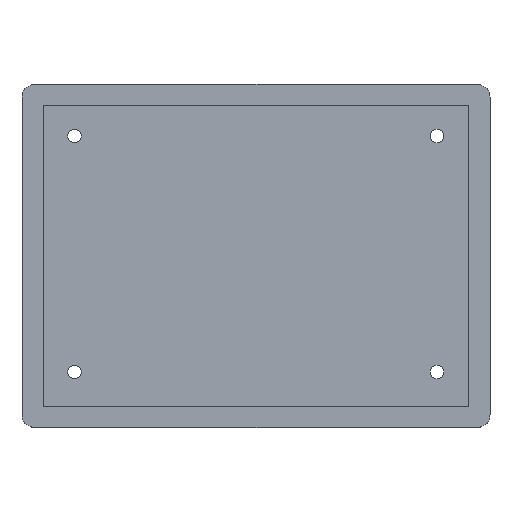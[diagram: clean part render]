
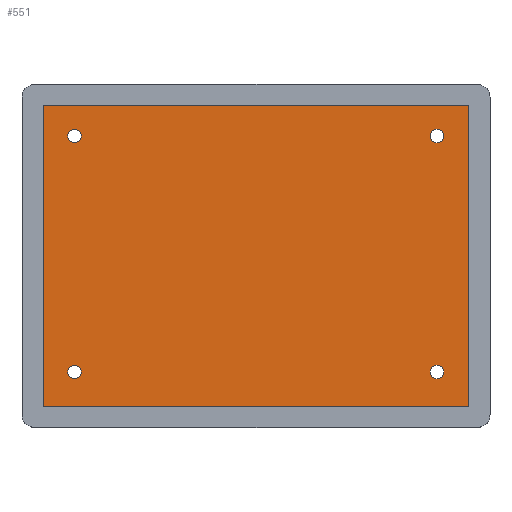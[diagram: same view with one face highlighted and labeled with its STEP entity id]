
A CAD part, top view. The second image highlights one B-rep face of the part: STEP entity #551.
In plain terms, the highlighted planar face has unit normal (0, 0, 1).
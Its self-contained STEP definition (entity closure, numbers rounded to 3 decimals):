
#22=FACE_BOUND('',#117,.T.);
#23=FACE_BOUND('',#118,.T.);
#24=FACE_BOUND('',#119,.T.);
#25=FACE_BOUND('',#120,.T.);
#47=PLANE('',#620);
#78=FACE_OUTER_BOUND('',#116,.T.);
#116=EDGE_LOOP('',(#490,#491,#492,#493));
#117=EDGE_LOOP('',(#494));
#118=EDGE_LOOP('',(#495));
#119=EDGE_LOOP('',(#496));
#120=EDGE_LOOP('',(#497));
#156=LINE('',#863,#204);
#159=LINE('',#868,#207);
#161=LINE('',#872,#209);
#163=LINE('',#875,#211);
#204=VECTOR('',#694,10.);
#207=VECTOR('',#699,10.);
#209=VECTOR('',#703,10.);
#211=VECTOR('',#707,10.);
#242=CIRCLE('',#611,1.6);
#243=CIRCLE('',#613,1.6);
#244=CIRCLE('',#615,1.6);
#245=CIRCLE('',#617,1.6);
#274=VERTEX_POINT('',#861);
#275=VERTEX_POINT('',#862);
#276=VERTEX_POINT('',#867);
#277=VERTEX_POINT('',#871);
#290=VERTEX_POINT('',#913);
#291=VERTEX_POINT('',#917);
#292=VERTEX_POINT('',#921);
#293=VERTEX_POINT('',#925);
#332=EDGE_CURVE('',#274,#275,#156,.T.);
#335=EDGE_CURVE('',#276,#274,#159,.T.);
#337=EDGE_CURVE('',#275,#277,#161,.T.);
#339=EDGE_CURVE('',#277,#276,#163,.T.);
#357=EDGE_CURVE('',#290,#290,#242,.T.);
#359=EDGE_CURVE('',#291,#291,#243,.T.);
#361=EDGE_CURVE('',#292,#292,#244,.T.);
#363=EDGE_CURVE('',#293,#293,#245,.T.);
#490=ORIENTED_EDGE('',*,*,#335,.T.);
#491=ORIENTED_EDGE('',*,*,#332,.T.);
#492=ORIENTED_EDGE('',*,*,#337,.T.);
#493=ORIENTED_EDGE('',*,*,#339,.T.);
#494=ORIENTED_EDGE('',*,*,#357,.T.);
#495=ORIENTED_EDGE('',*,*,#359,.T.);
#496=ORIENTED_EDGE('',*,*,#361,.T.);
#497=ORIENTED_EDGE('',*,*,#363,.T.);
#551=ADVANCED_FACE('',(#78,#22,#23,#24,#25),#47,.T.);
#611=AXIS2_PLACEMENT_3D('',#915,#755,#756);
#613=AXIS2_PLACEMENT_3D('',#919,#760,#761);
#615=AXIS2_PLACEMENT_3D('',#923,#765,#766);
#617=AXIS2_PLACEMENT_3D('',#927,#770,#771);
#620=AXIS2_PLACEMENT_3D('',#932,#778,#779);
#694=DIRECTION('',(0.,1.,0.));
#699=DIRECTION('',(1.,0.,0.));
#703=DIRECTION('',(-1.,0.,0.));
#707=DIRECTION('',(0.,-1.,0.));
#755=DIRECTION('center_axis',(0.,0.,-1.));
#756=DIRECTION('ref_axis',(1.,0.,0.));
#760=DIRECTION('center_axis',(0.,0.,-1.));
#761=DIRECTION('ref_axis',(1.,0.,0.));
#765=DIRECTION('center_axis',(0.,0.,-1.));
#766=DIRECTION('ref_axis',(1.,0.,0.));
#770=DIRECTION('center_axis',(0.,0.,-1.));
#771=DIRECTION('ref_axis',(1.,0.,0.));
#778=DIRECTION('center_axis',(0.,0.,1.));
#779=DIRECTION('ref_axis',(1.,0.,0.));
#861=CARTESIAN_POINT('',(96.737,-4.,3.));
#862=CARTESIAN_POINT('',(96.737,67.35,3.));
#863=CARTESIAN_POINT('',(96.737,49.512,3.));
#867=CARTESIAN_POINT('',(-4.263,-4.,3.));
#868=CARTESIAN_POINT('',(71.487,-4.,3.));
#871=CARTESIAN_POINT('',(-4.263,67.35,3.));
#872=CARTESIAN_POINT('',(20.987,67.35,3.));
#875=CARTESIAN_POINT('',(-4.263,13.837,3.));
#913=CARTESIAN_POINT('',(1.587,60.15,3.));
#915=CARTESIAN_POINT('Origin',(3.187,60.15,3.));
#917=CARTESIAN_POINT('',(87.587,4.15,3.));
#919=CARTESIAN_POINT('Origin',(89.187,4.15,3.));
#921=CARTESIAN_POINT('',(87.587,60.15,3.));
#923=CARTESIAN_POINT('Origin',(89.187,60.15,3.));
#925=CARTESIAN_POINT('',(1.587,4.15,3.));
#927=CARTESIAN_POINT('Origin',(3.187,4.15,3.));
#932=CARTESIAN_POINT('Origin',(46.237,31.675,3.));
